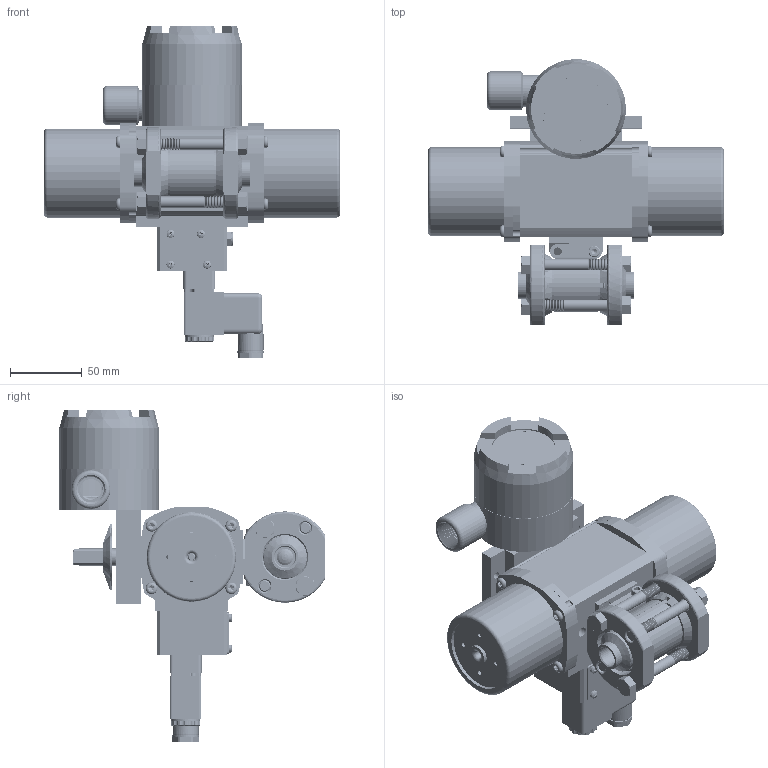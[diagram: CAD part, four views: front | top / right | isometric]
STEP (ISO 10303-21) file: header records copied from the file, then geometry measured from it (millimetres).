
FILE_DESCRIPTION (( 'STEP AP203' ), '1' );
FILE_NAME ('24XXSWFA512SR3GPDSLS.step', '2018-06-14T15:42:24', ( '' ), ( '' ), 'SwSTEP 2.0', 'SolidWorks 2017', '' );
FILE_SCHEMA (( 'CONFIG_CONTROL_DESIGN' ));
Products named in the file (1): 24XXSWFA512SR3GPDSLS
Bounding box: 206.12 x 184.85 x 231.11 mm (x, y, z)
Volume: 872580.2 mm3; surface area: 363838.2 mm2
Topology: 65 solids, 65 shells, 6369 faces, 17027 edges, 10868 vertices
Faces by surface type: cylinder 3097, cone 2014, plane 891, torus 218, bspline 135, sphere 14
Entity records: 250034 total; most frequent: CARTESIAN_POINT 94955, ORIENTED_EDGE 33750, DIRECTION 32908, EDGE_CURVE 16875, AXIS2_PLACEMENT_3D 13367, VERTEX_POINT 10864, CIRCLE 7132, EDGE_LOOP 6861
